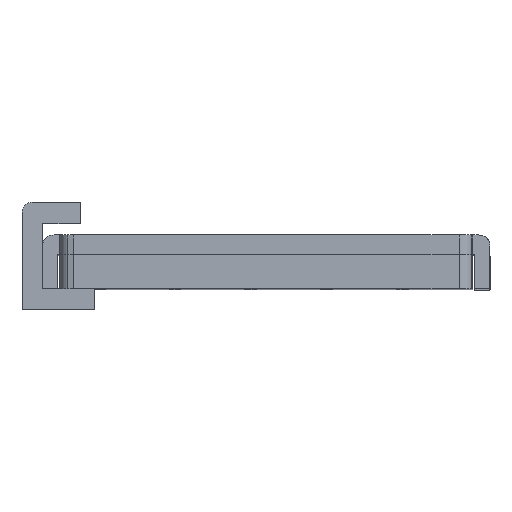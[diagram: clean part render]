
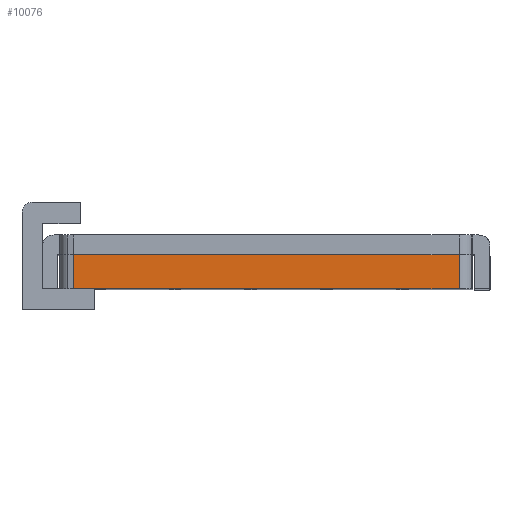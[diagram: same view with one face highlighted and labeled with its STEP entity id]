
A CAD part, top view. The second image highlights one B-rep face of the part: STEP entity #10076.
In plain terms, the highlighted planar face has unit normal (0, 0, 1).
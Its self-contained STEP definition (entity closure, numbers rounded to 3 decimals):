
#1214=FACE_OUTER_BOUND('',#1773,.T.);
#1773=EDGE_LOOP('',(#8826,#8827,#8828,#8829));
#2352=LINE('',#15628,#3342);
#2742=LINE('',#16988,#3732);
#2745=LINE('',#16994,#3735);
#2746=LINE('',#16995,#3736);
#3342=VECTOR('',#12479,10.);
#3732=VECTOR('',#13745,10.);
#3735=VECTOR('',#13750,10.);
#3736=VECTOR('',#13751,10.);
#4317=VERTEX_POINT('',#15625);
#4318=VERTEX_POINT('',#15627);
#4850=VERTEX_POINT('',#16987);
#4852=VERTEX_POINT('',#16993);
#5596=EDGE_CURVE('',#4318,#4317,#2352,.T.);
#6252=EDGE_CURVE('',#4850,#4318,#2742,.T.);
#6255=EDGE_CURVE('',#4852,#4317,#2745,.T.);
#6256=EDGE_CURVE('',#4850,#4852,#2746,.T.);
#8826=ORIENTED_EDGE('',*,*,#5596,.T.);
#8827=ORIENTED_EDGE('',*,*,#6255,.F.);
#8828=ORIENTED_EDGE('',*,*,#6256,.F.);
#8829=ORIENTED_EDGE('',*,*,#6252,.T.);
#9615=PLANE('',#11045);
#10076=ADVANCED_FACE('',(#1214),#9615,.T.);
#11045=AXIS2_PLACEMENT_3D('',#16992,#13748,#13749);
#12479=DIRECTION('',(1.,0.,0.));
#13745=DIRECTION('',(0.,-1.,0.));
#13748=DIRECTION('center_axis',(0.,0.,1.));
#13749=DIRECTION('ref_axis',(-1.,0.,0.));
#13750=DIRECTION('',(0.,-1.,0.));
#13751=DIRECTION('',(1.,0.,0.));
#15625=CARTESIAN_POINT('',(28.,-0.05,52.5));
#15627=CARTESIAN_POINT('',(-28.,-0.05,52.5));
#15628=CARTESIAN_POINT('',(14.,-0.05,52.5));
#16987=CARTESIAN_POINT('',(-28.,4.9,52.5));
#16988=CARTESIAN_POINT('',(-28.,4.9,52.5));
#16992=CARTESIAN_POINT('Origin',(28.,4.9,52.5));
#16993=CARTESIAN_POINT('',(28.,4.9,52.5));
#16994=CARTESIAN_POINT('',(28.,4.9,52.5));
#16995=CARTESIAN_POINT('',(-13.994,4.9,52.5));
